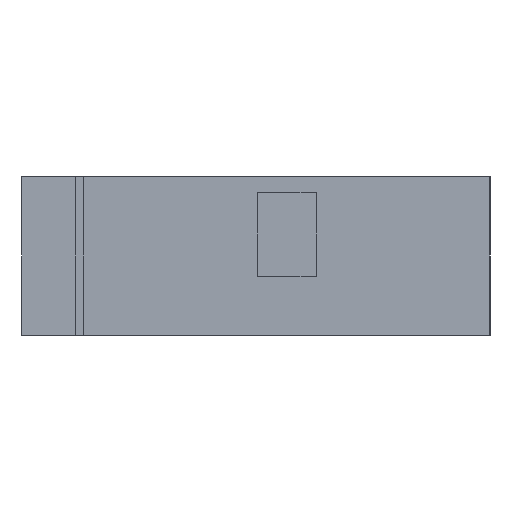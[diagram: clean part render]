
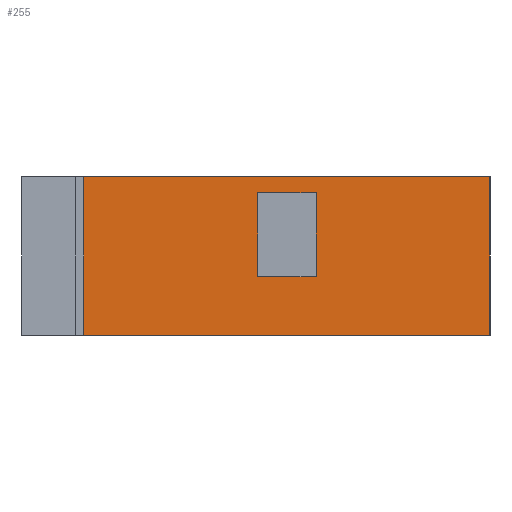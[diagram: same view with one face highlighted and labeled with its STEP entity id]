
A CAD part, left-side view. The second image highlights one B-rep face of the part: STEP entity #255.
In plain terms, the highlighted planar face has unit normal (-1, 0, 0).
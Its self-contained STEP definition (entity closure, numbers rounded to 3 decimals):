
#255=ADVANCED_FACE('',(#1876,#1878),#1880,.T.);
#1876=FACE_BOUND('',#1877,.T.);
#1877=EDGE_LOOP('',(#6055,#6056,#6057,#6058));
#1878=FACE_BOUND('',#1879,.T.);
#1879=EDGE_LOOP('',(#6059,#6060,#6061,#6062));
#1880=PLANE('',#1881);
#1881=AXIS2_PLACEMENT_3D('',#1882,#1883,#1884);
#1882=CARTESIAN_POINT('',(-205.599,33.,0.));
#1883=DIRECTION('',(-1.,0.,0.));
#1884=DIRECTION('',(0.,-1.,0.));
#6055=ORIENTED_EDGE('',*,*,#8236,.T.);
#6056=ORIENTED_EDGE('',*,*,#8693,.F.);
#6057=ORIENTED_EDGE('',*,*,#7910,.T.);
#6058=ORIENTED_EDGE('',*,*,#8692,.T.);
#6059=ORIENTED_EDGE('',*,*,#8694,.T.);
#6060=ORIENTED_EDGE('',*,*,#8695,.T.);
#6061=ORIENTED_EDGE('',*,*,#8696,.T.);
#6062=ORIENTED_EDGE('',*,*,#8697,.T.);
#7910=EDGE_CURVE('',#9748,#9746,#9749,.T.);
#8236=EDGE_CURVE('',#10390,#10388,#10391,.F.);
#8692=EDGE_CURVE('',#9746,#10390,#11192,.T.);
#8693=EDGE_CURVE('',#9748,#10388,#11193,.T.);
#8694=EDGE_CURVE('',#11194,#11195,#11196,.F.);
#8695=EDGE_CURVE('',#11195,#11197,#11198,.F.);
#8696=EDGE_CURVE('',#11197,#11199,#11200,.F.);
#8697=EDGE_CURVE('',#11199,#11194,#11201,.F.);
#9746=VERTEX_POINT('',#13005);
#9748=VERTEX_POINT('',#13009);
#9749=LINE('',#13010,#13011);
#10388=VERTEX_POINT('',#14299);
#10390=VERTEX_POINT('',#14303);
#10391=LINE('',#14304,#14305);
#11192=LINE('',#16017,#16018);
#11193=LINE('',#16020,#16021);
#11194=VERTEX_POINT('',#16023);
#11195=VERTEX_POINT('',#16024);
#11196=LINE('',#16025,#16026);
#11197=VERTEX_POINT('',#16028);
#11198=LINE('',#16029,#16030);
#11199=VERTEX_POINT('',#16032);
#11200=LINE('',#16033,#16034);
#11201=LINE('',#16036,#16037);
#13005=CARTESIAN_POINT('',(-205.599,-71.,56.5));
#13009=CARTESIAN_POINT('',(-205.599,33.,56.5));
#13010=CARTESIAN_POINT('',(-205.599,33.,56.5));
#13011=VECTOR('',#13012,1.);
#13012=DIRECTION('',(0.,-1.,0.));
#14299=CARTESIAN_POINT('',(-205.599,33.,97.));
#14303=CARTESIAN_POINT('',(-205.599,-71.,97.));
#14304=CARTESIAN_POINT('',(-205.599,33.,97.));
#14305=VECTOR('',#14306,1.);
#14306=DIRECTION('',(0.,-1.,0.));
#16017=CARTESIAN_POINT('',(-205.599,-71.,56.5));
#16018=VECTOR('',#16019,1.);
#16019=DIRECTION('',(0.,0.,1.));
#16020=CARTESIAN_POINT('',(-205.599,33.,56.5));
#16021=VECTOR('',#16022,1.);
#16022=DIRECTION('',(0.,0.,1.));
#16023=CARTESIAN_POINT('',(-205.599,-26.5,93.));
#16024=CARTESIAN_POINT('',(-205.599,-26.5,71.5));
#16025=CARTESIAN_POINT('',(-205.599,-26.5,71.5));
#16026=VECTOR('',#16027,1.);
#16027=DIRECTION('',(0.,0.,1.));
#16028=CARTESIAN_POINT('',(-205.599,-11.5,71.5));
#16029=CARTESIAN_POINT('',(-205.599,-11.5,71.5));
#16030=VECTOR('',#16031,1.);
#16031=DIRECTION('',(0.,-1.,0.));
#16032=CARTESIAN_POINT('',(-205.599,-11.5,93.));
#16033=CARTESIAN_POINT('',(-205.599,-11.5,93.));
#16034=VECTOR('',#16035,1.);
#16035=DIRECTION('',(0.,0.,-1.));
#16036=CARTESIAN_POINT('',(-205.599,-26.5,93.));
#16037=VECTOR('',#16038,1.);
#16038=DIRECTION('',(0.,1.,0.));
